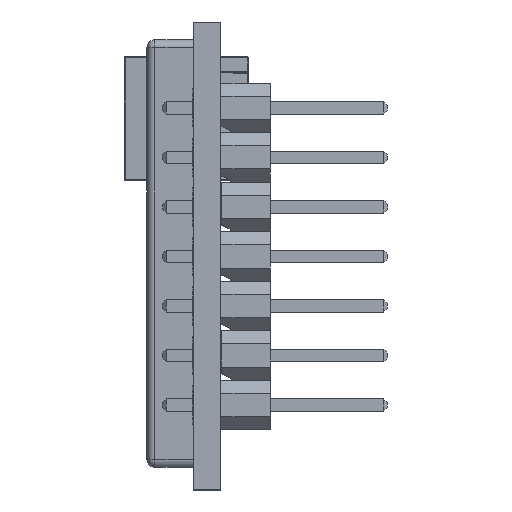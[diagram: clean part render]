
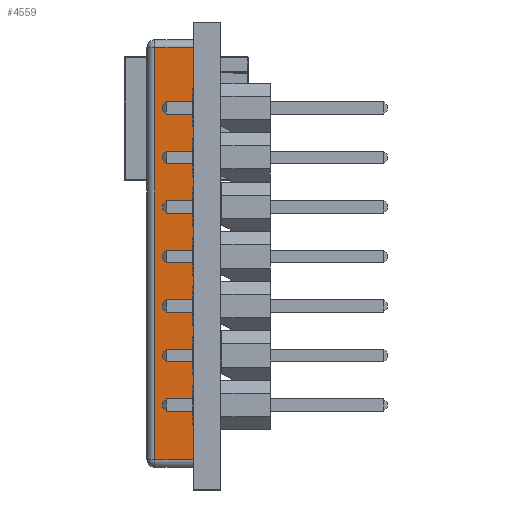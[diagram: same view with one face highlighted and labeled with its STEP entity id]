
A CAD part, left-side view. The second image highlights one B-rep face of the part: STEP entity #4559.
In plain terms, the highlighted planar face has unit normal (-1, 0, 0).
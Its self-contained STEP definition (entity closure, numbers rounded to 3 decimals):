
#238 = EDGE_CURVE ( 'NONE', #7676, #7193, #9897, .T. ) ;
#328 = VECTOR ( 'NONE', #7442, 1000. ) ;
#534 = CARTESIAN_POINT ( 'NONE',  ( -18.136, 1.4, 10.683 ) ) ;
#667 = CARTESIAN_POINT ( 'NONE',  ( -18.136, 3.39, -10.442 ) ) ;
#1172 = VECTOR ( 'NONE', #6969, 1000. ) ;
#2597 = CARTESIAN_POINT ( 'NONE',  ( -18.136, 1.4, -10.442 ) ) ;
#3349 = CARTESIAN_POINT ( 'NONE',  ( -18.136, 3.79, -10.842 ) ) ;
#3991 = VERTEX_POINT ( 'NONE', #2597 ) ;
#4004 = CARTESIAN_POINT ( 'NONE',  ( -18.136, 1.4, -10.842 ) ) ;
#4559 = ADVANCED_FACE ( 'NONE', ( #12191 ), #6482, .F. ) ;
#5203 = ORIENTED_EDGE ( 'NONE', *, *, #13917, .T. ) ;
#5297 = CARTESIAN_POINT ( 'NONE',  ( -18.136, 3.79, 10.683 ) ) ;
#6238 = LINE ( 'NONE', #4004, #328 ) ;
#6482 = PLANE ( 'NONE',  #11128 ) ;
#6638 = DIRECTION ( 'NONE',  ( 1., 0., 0. ) ) ;
#6969 = DIRECTION ( 'NONE',  ( 0., 0., -1. ) ) ;
#7193 = VERTEX_POINT ( 'NONE', #7755 ) ;
#7442 = DIRECTION ( 'NONE',  ( 0., 0., 1. ) ) ;
#7657 = EDGE_CURVE ( 'NONE', #7193, #7664, #14204, .T. ) ;
#7664 = VERTEX_POINT ( 'NONE', #667 ) ;
#7676 = VERTEX_POINT ( 'NONE', #534 ) ;
#7755 = CARTESIAN_POINT ( 'NONE',  ( -18.136, 3.39, 10.683 ) ) ;
#8111 = EDGE_CURVE ( 'NONE', #7664, #3991, #9798, .T. ) ;
#8528 = CARTESIAN_POINT ( 'NONE',  ( -18.136, 3.39, -10.842 ) ) ;
#8828 = ORIENTED_EDGE ( 'NONE', *, *, #8111, .T. ) ;
#8979 = DIRECTION ( 'NONE',  ( 0., 0., -1. ) ) ;
#9216 = VECTOR ( 'NONE', #14436, 1000. ) ;
#9798 = LINE ( 'NONE', #14481, #13951 ) ;
#9897 = LINE ( 'NONE', #5297, #9216 ) ;
#10062 = ORIENTED_EDGE ( 'NONE', *, *, #238, .T. ) ;
#11128 = AXIS2_PLACEMENT_3D ( 'NONE', #3349, #6638, #8979 ) ;
#11865 = ORIENTED_EDGE ( 'NONE', *, *, #7657, .T. ) ;
#12191 = FACE_OUTER_BOUND ( 'NONE', #12376, .T. ) ;
#12376 = EDGE_LOOP ( 'NONE', ( #5203, #10062, #11865, #8828 ) ) ;
#13917 = EDGE_CURVE ( 'NONE', #3991, #7676, #6238, .T. ) ;
#13951 = VECTOR ( 'NONE', #14324, 1000. ) ;
#14204 = LINE ( 'NONE', #8528, #1172 ) ;
#14324 = DIRECTION ( 'NONE',  ( 0., -1., 0. ) ) ;
#14436 = DIRECTION ( 'NONE',  ( 0., 1., 0. ) ) ;
#14481 = CARTESIAN_POINT ( 'NONE',  ( -18.136, 3.79, -10.442 ) ) ;
